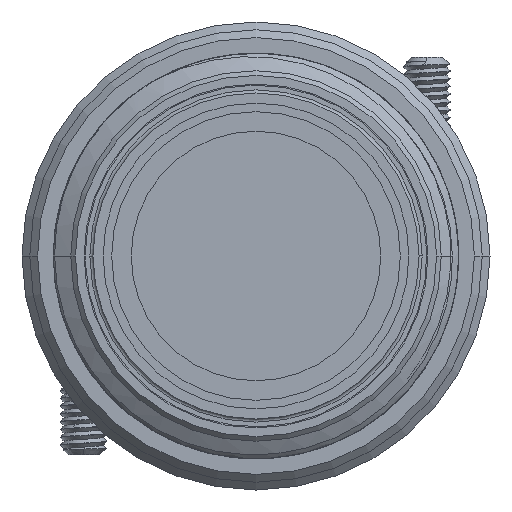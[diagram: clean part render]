
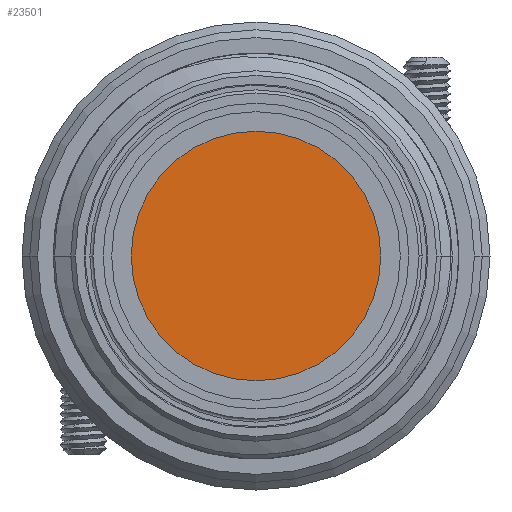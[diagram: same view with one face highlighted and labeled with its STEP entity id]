
A CAD part, left-side view. The second image highlights one B-rep face of the part: STEP entity #23501.
In plain terms, the highlighted planar face has unit normal (-1, 0, 0).
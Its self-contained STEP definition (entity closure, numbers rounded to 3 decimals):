
#9591=CARTESIAN_POINT('',(38.,0.,0.));
#9592=DIRECTION('',(1.,0.,0.));
#9593=DIRECTION('',(0.,0.,1.));
#9594=AXIS2_PLACEMENT_3D('',#9591,#9592,#9593);
#9596=CARTESIAN_POINT('',(38.,0.,0.));
#9597=DIRECTION('',(1.,0.,0.));
#9598=DIRECTION('',(0.,0.,-1.));
#9599=AXIS2_PLACEMENT_3D('',#9596,#9597,#9598);
#12996=CARTESIAN_POINT('',(38.,0.,8.));
#12997=CARTESIAN_POINT('',(38.,0.,-8.));
#12998=VERTEX_POINT('',#12996);
#12999=VERTEX_POINT('',#12997);
#23491=CARTESIAN_POINT('',(38.,0.,0.));
#23492=DIRECTION('',(1.,0.,0.));
#23493=DIRECTION('',(0.,0.,-1.));
#23494=AXIS2_PLACEMENT_3D('',#23491,#23492,#23493);
#23495=PLANE('325',#23494);
#23496=ORIENTED_EDGE('799',*,*,#23481,.T.);
#23498=ORIENTED_EDGE('800',*,*,#23497,.T.);
#23499=EDGE_LOOP('325',(#23496,#23498));
#23500=FACE_OUTER_BOUND('325',#23499,.F.);
#9595=CIRCLE('799',#9594,8.);
#9600=CIRCLE('800',#9599,8.);
#23481=EDGE_CURVE('799',#12998,#12999,#9595,.T.);
#23497=EDGE_CURVE('800',#12999,#12998,#9600,.T.);
#23501=ADVANCED_FACE('325',(#23500),#23495,.F.);
